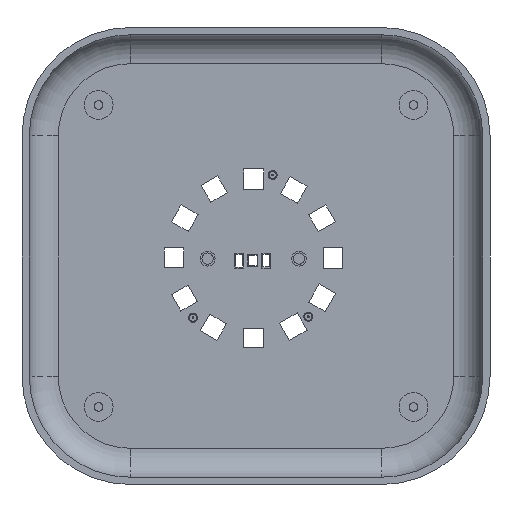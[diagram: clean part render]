
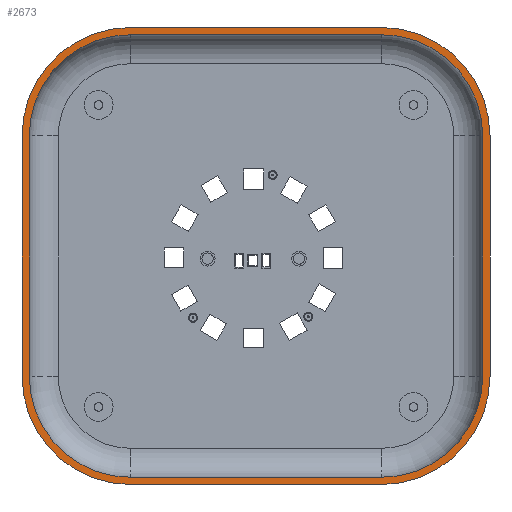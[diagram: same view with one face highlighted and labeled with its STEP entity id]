
A CAD part, front view. The second image highlights one B-rep face of the part: STEP entity #2673.
In plain terms, the highlighted planar face has unit normal (0, -1, 0).
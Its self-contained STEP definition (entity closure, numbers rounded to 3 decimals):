
#69=FACE_BOUND('',#468,.T.);
#105=CIRCLE('',#2842,28.);
#109=CIRCLE('',#2848,28.);
#113=CIRCLE('',#2854,28.);
#116=CIRCLE('',#2859,28.);
#119=CIRCLE('',#2865,30.);
#123=CIRCLE('',#2871,30.);
#127=CIRCLE('',#2877,30.);
#131=CIRCLE('',#2883,30.);
#282=FACE_OUTER_BOUND('',#467,.T.);
#467=EDGE_LOOP('',(#2191,#2192,#2193,#2194,#2195,#2196,#2197,#2198));
#468=EDGE_LOOP('',(#2199,#2200,#2201,#2202,#2203,#2204,#2205,#2206));
#749=LINE('',#4123,#1038);
#751=LINE('',#4135,#1040);
#753=LINE('',#4147,#1042);
#755=LINE('',#4159,#1044);
#756=LINE('',#4169,#1045);
#758=LINE('',#4181,#1047);
#760=LINE('',#4193,#1049);
#762=LINE('',#4205,#1051);
#1038=VECTOR('',#3314,10.);
#1040=VECTOR('',#3328,10.);
#1042=VECTOR('',#3342,10.);
#1044=VECTOR('',#3356,10.);
#1045=VECTOR('',#3369,10.);
#1047=VECTOR('',#3383,10.);
#1049=VECTOR('',#3397,10.);
#1051=VECTOR('',#3411,10.);
#1267=VERTEX_POINT('',#4117);
#1269=VERTEX_POINT('',#4121);
#1271=VERTEX_POINT('',#4127);
#1273=VERTEX_POINT('',#4133);
#1275=VERTEX_POINT('',#4139);
#1277=VERTEX_POINT('',#4145);
#1279=VERTEX_POINT('',#4151);
#1281=VERTEX_POINT('',#4157);
#1283=VERTEX_POINT('',#4166);
#1284=VERTEX_POINT('',#4168);
#1286=VERTEX_POINT('',#4174);
#1288=VERTEX_POINT('',#4180);
#1290=VERTEX_POINT('',#4186);
#1292=VERTEX_POINT('',#4192);
#1294=VERTEX_POINT('',#4198);
#1296=VERTEX_POINT('',#4204);
#1571=EDGE_CURVE('',#1267,#1269,#749,.T.);
#1574=EDGE_CURVE('',#1269,#1271,#105,.T.);
#1577=EDGE_CURVE('',#1271,#1273,#751,.T.);
#1580=EDGE_CURVE('',#1273,#1275,#109,.T.);
#1583=EDGE_CURVE('',#1275,#1277,#753,.T.);
#1586=EDGE_CURVE('',#1277,#1279,#113,.T.);
#1589=EDGE_CURVE('',#1279,#1281,#755,.T.);
#1591=EDGE_CURVE('',#1281,#1267,#116,.T.);
#1593=EDGE_CURVE('',#1284,#1283,#756,.T.);
#1596=EDGE_CURVE('',#1284,#1286,#119,.T.);
#1599=EDGE_CURVE('',#1288,#1286,#758,.T.);
#1602=EDGE_CURVE('',#1288,#1290,#123,.T.);
#1605=EDGE_CURVE('',#1292,#1290,#760,.T.);
#1608=EDGE_CURVE('',#1292,#1294,#127,.T.);
#1611=EDGE_CURVE('',#1296,#1294,#762,.T.);
#1614=EDGE_CURVE('',#1296,#1283,#131,.T.);
#2191=ORIENTED_EDGE('',*,*,#1602,.F.);
#2192=ORIENTED_EDGE('',*,*,#1599,.T.);
#2193=ORIENTED_EDGE('',*,*,#1596,.F.);
#2194=ORIENTED_EDGE('',*,*,#1593,.T.);
#2195=ORIENTED_EDGE('',*,*,#1614,.F.);
#2196=ORIENTED_EDGE('',*,*,#1611,.T.);
#2197=ORIENTED_EDGE('',*,*,#1608,.F.);
#2198=ORIENTED_EDGE('',*,*,#1605,.T.);
#2199=ORIENTED_EDGE('',*,*,#1571,.T.);
#2200=ORIENTED_EDGE('',*,*,#1574,.T.);
#2201=ORIENTED_EDGE('',*,*,#1577,.T.);
#2202=ORIENTED_EDGE('',*,*,#1580,.T.);
#2203=ORIENTED_EDGE('',*,*,#1583,.T.);
#2204=ORIENTED_EDGE('',*,*,#1586,.T.);
#2205=ORIENTED_EDGE('',*,*,#1589,.T.);
#2206=ORIENTED_EDGE('',*,*,#1591,.T.);
#2539=PLANE('',#2886);
#2673=ADVANCED_FACE('',(#282,#69),#2539,.F.);
#2842=AXIS2_PLACEMENT_3D('',#4129,#3321,#3322);
#2848=AXIS2_PLACEMENT_3D('',#4141,#3335,#3336);
#2854=AXIS2_PLACEMENT_3D('',#4153,#3349,#3350);
#2859=AXIS2_PLACEMENT_3D('',#4162,#3361,#3362);
#2865=AXIS2_PLACEMENT_3D('',#4175,#3375,#3376);
#2871=AXIS2_PLACEMENT_3D('',#4187,#3389,#3390);
#2877=AXIS2_PLACEMENT_3D('',#4199,#3403,#3404);
#2883=AXIS2_PLACEMENT_3D('',#4210,#3417,#3418);
#2886=AXIS2_PLACEMENT_3D('',#4213,#3423,#3424);
#3314=DIRECTION('',(0.,0.,-1.));
#3321=DIRECTION('center_axis',(0.,1.,0.));
#3322=DIRECTION('ref_axis',(0.,0.,1.));
#3328=DIRECTION('',(-1.,0.,0.));
#3335=DIRECTION('center_axis',(0.,1.,0.));
#3336=DIRECTION('ref_axis',(0.,0.,1.));
#3342=DIRECTION('',(0.,0.,1.));
#3349=DIRECTION('center_axis',(0.,1.,0.));
#3350=DIRECTION('ref_axis',(0.,0.,1.));
#3356=DIRECTION('',(1.,0.,0.));
#3361=DIRECTION('center_axis',(0.,1.,0.));
#3362=DIRECTION('ref_axis',(0.,0.,1.));
#3369=DIRECTION('',(0.,0.,1.));
#3375=DIRECTION('center_axis',(0.,1.,0.));
#3376=DIRECTION('ref_axis',(1.,0.,0.));
#3383=DIRECTION('',(1.,0.,0.));
#3389=DIRECTION('center_axis',(0.,1.,0.));
#3390=DIRECTION('ref_axis',(0.,0.,-1.));
#3397=DIRECTION('',(0.,0.,-1.));
#3403=DIRECTION('center_axis',(0.,1.,0.));
#3404=DIRECTION('ref_axis',(-1.,0.,0.));
#3411=DIRECTION('',(-1.,0.,0.));
#3417=DIRECTION('center_axis',(0.,1.,0.));
#3418=DIRECTION('ref_axis',(0.,0.,1.));
#3423=DIRECTION('center_axis',(0.,1.,0.));
#3424=DIRECTION('ref_axis',(1.,0.,0.));
#4117=CARTESIAN_POINT('',(112.65,5.184,-10.34));
#4121=CARTESIAN_POINT('',(112.65,5.184,-76.815));
#4123=CARTESIAN_POINT('',(112.65,5.184,-26.959));
#4127=CARTESIAN_POINT('',(84.65,5.184,-104.815));
#4129=CARTESIAN_POINT('Origin',(84.65,5.184,-76.815));
#4133=CARTESIAN_POINT('',(15.129,5.184,-104.815));
#4135=CARTESIAN_POINT('',(67.27,5.184,-104.815));
#4139=CARTESIAN_POINT('',(-12.871,5.184,-76.815));
#4141=CARTESIAN_POINT('Origin',(15.129,5.184,-76.815));
#4145=CARTESIAN_POINT('',(-12.871,5.184,-10.34));
#4147=CARTESIAN_POINT('',(-12.871,5.184,-60.196));
#4151=CARTESIAN_POINT('',(15.129,5.184,17.66));
#4153=CARTESIAN_POINT('Origin',(15.129,5.184,-10.34));
#4157=CARTESIAN_POINT('',(84.65,5.184,17.66));
#4159=CARTESIAN_POINT('',(32.509,5.184,17.66));
#4162=CARTESIAN_POINT('Origin',(84.65,5.184,-10.34));
#4166=CARTESIAN_POINT('',(114.65,5.184,-10.34));
#4168=CARTESIAN_POINT('',(114.65,5.184,-76.815));
#4169=CARTESIAN_POINT('',(114.65,5.184,-76.815));
#4174=CARTESIAN_POINT('',(84.65,5.184,-106.815));
#4175=CARTESIAN_POINT('Origin',(84.65,5.184,-76.815));
#4180=CARTESIAN_POINT('',(15.129,5.184,-106.815));
#4181=CARTESIAN_POINT('',(15.129,5.184,-106.815));
#4186=CARTESIAN_POINT('',(-14.871,5.184,-76.815));
#4187=CARTESIAN_POINT('Origin',(15.129,5.184,-76.815));
#4192=CARTESIAN_POINT('',(-14.871,5.184,-10.34));
#4193=CARTESIAN_POINT('',(-14.871,5.184,-10.34));
#4198=CARTESIAN_POINT('',(15.129,5.184,19.66));
#4199=CARTESIAN_POINT('Origin',(15.129,5.184,-10.34));
#4204=CARTESIAN_POINT('',(84.65,5.184,19.66));
#4205=CARTESIAN_POINT('',(84.65,5.184,19.66));
#4210=CARTESIAN_POINT('Origin',(84.65,5.184,-10.34));
#4213=CARTESIAN_POINT('Origin',(49.89,5.184,-43.578));
